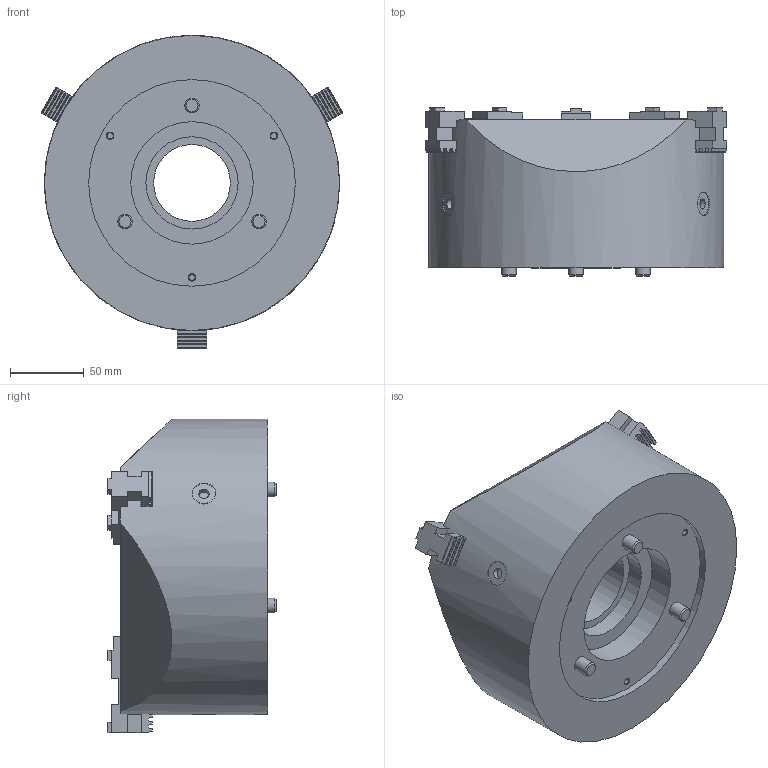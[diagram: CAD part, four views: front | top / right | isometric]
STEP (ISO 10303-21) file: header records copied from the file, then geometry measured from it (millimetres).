
FILE_DESCRIPTION( ( 'STEP AP214' ), '1' );
FILE_NAME( 'SCHUNK-1366679 ROTA THW3 200-52 Z140-GBK_ 0.stp', '2022-06-09T07:19:43', ( 'License CC BY-ND 4.0' ), ( 'CADENAS' ), ' ', 'PARTsolutions', ' ' );
FILE_SCHEMA( ( 'AUTOMOTIVE_DESIGN { 1 0 10303 214 1 1 1 1 }' ) );
Length unit declared in the file: millimetre
Products named in the file (3): SCHUNK-1366679 ROTA THW3 200-52 Z140-GBK, 0; _SCHUNK-1405527 FKT 200-52 Z140; _SCHUNK-0159106 gba200-52
Assembly tree (4 placements, depth 2):
  SCHUNK-1366679 ROTA THW3 200-52 Z140-GBK, 0
    _SCHUNK-1405527 FKT 200-52 Z140
    _SCHUNK-0159106 gba200-52  x3
Bounding box: 204.51 x 114 x 212.3 mm (x, y, z)
Volume: 2640590.5 mm3; surface area: 185233.5 mm2
Topology: 4 solids, 4 shells, 638 faces, 1713 edges, 1137 vertices
Faces by surface type: plane 402, cylinder 217, cone 18, sphere 1
Full cylindrical faces by diameter (mm): 2 x1, 4.134 x6, 6.647 x6, 7 x4, 8 x1, 10 x9, 11 x6, 16 x6, 17 x1, 18 x3, 52 x1, 52.5 x1, 62.5 x1, 83 x1, 140 x1, 200 x1
Entity records: 13143 total; most frequent: CARTESIAN_POINT 2064, DIRECTION 1747, ORIENTED_EDGE 1592, EDGE_CURVE 796, AXIS2_PLACEMENT_3D 604, VERTEX_POINT 565, LINE 539, VECTOR 539
